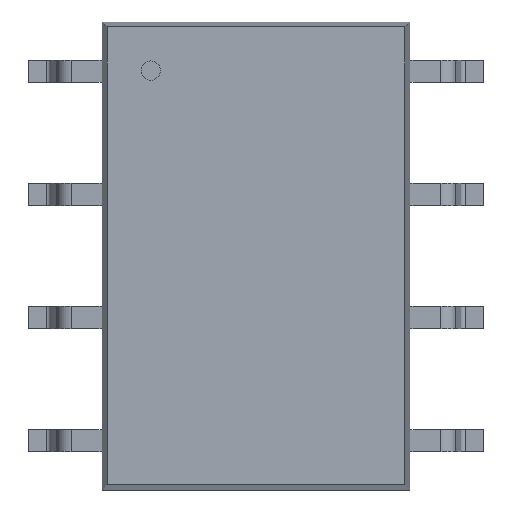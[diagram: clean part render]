
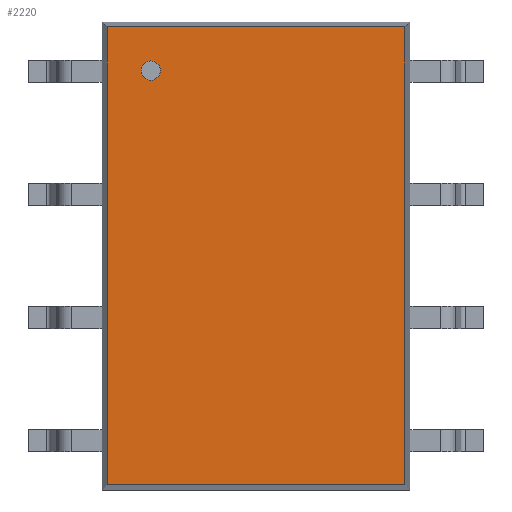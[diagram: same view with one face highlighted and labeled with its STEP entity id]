
A CAD part, top view. The second image highlights one B-rep face of the part: STEP entity #2220.
In plain terms, the highlighted planar face has unit normal (0, 0, 1).
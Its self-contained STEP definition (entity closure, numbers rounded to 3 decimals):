
#27=VECTOR('',#28,1.);
#28=DIRECTION('',(0.,-1.,0.));
#83=VECTOR('',#84,1.);
#84=DIRECTION('',(1.,0.,0.));
#90=VECTOR('',#91,1.);
#91=DIRECTION('',(0.,1.,0.));
#95=VECTOR('',#96,1.);
#96=DIRECTION('',(-1.,0.,0.));
#99=DIRECTION('',(0.,0.,-1.));
#1227=VERTEX_POINT('',#1228);
#1228=CARTESIAN_POINT('',(3.072,4.723,2.21));
#1230=ORIENTED_EDGE('',*,*,#1231,.F.);
#1231=EDGE_CURVE('',#1232,#1227,#1234,.T.);
#1232=VERTEX_POINT('',#1233);
#1233=CARTESIAN_POINT('',(3.072,-4.723,2.21));
#1234=LINE('',#1233,#90);
#1245=VERTEX_POINT('',#1246);
#1246=CARTESIAN_POINT('',(-3.072,4.723,2.21));
#1248=ORIENTED_EDGE('',*,*,#1249,.F.);
#1249=EDGE_CURVE('',#1227,#1245,#1250,.T.);
#1250=LINE('',#1228,#95);
#1271=VERTEX_POINT('',#1272);
#1272=CARTESIAN_POINT('',(-3.072,-4.723,2.21));
#1274=ORIENTED_EDGE('',*,*,#1275,.F.);
#1275=EDGE_CURVE('',#1245,#1271,#1276,.T.);
#1276=LINE('',#1246,#27);
#1634=ORIENTED_EDGE('',*,*,#1635,.F.);
#1635=EDGE_CURVE('',#1271,#1232,#1636,.T.);
#1636=LINE('',#1272,#83);
#2220=ADVANCED_FACE('',(#2221,#2223),#2233,.F.);
#2221=FACE_BOUND('',#2222,.F.);
#2222=EDGE_LOOP('',(#1274,#1248,#1230,#1634));
#2223=FACE_BOUND('',#2224,.F.);
#2224=EDGE_LOOP('',(#2225));
#2225=ORIENTED_EDGE('',*,*,#2226,.F.);
#2226=EDGE_CURVE('',#2227,#2227,#2229,.T.);
#2227=VERTEX_POINT('',#2228);
#2228=CARTESIAN_POINT('',(-2.172,3.623,2.21));
#2229=CIRCLE('',#2230,0.2);
#2230=AXIS2_PLACEMENT_3D('',#2231,#2232,#28);
#2231=CARTESIAN_POINT('',(-2.172,3.823,2.21));
#2232=DIRECTION('',(0.,-0.,-1.));
#2233=PLANE('',#2234);
#2234=AXIS2_PLACEMENT_3D('',#1246,#99,#2235);
#2235=DIRECTION('',(0.545,-0.838,0.));
